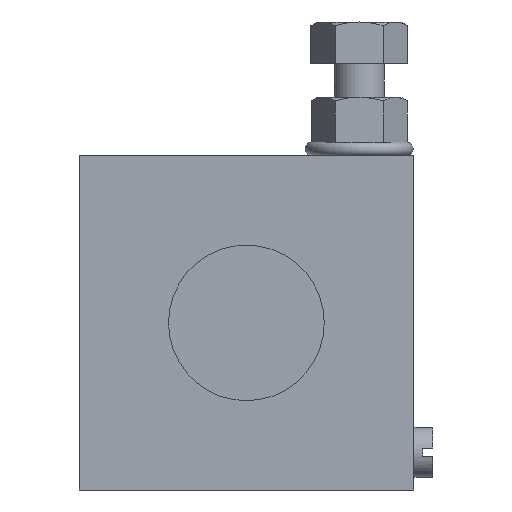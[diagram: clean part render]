
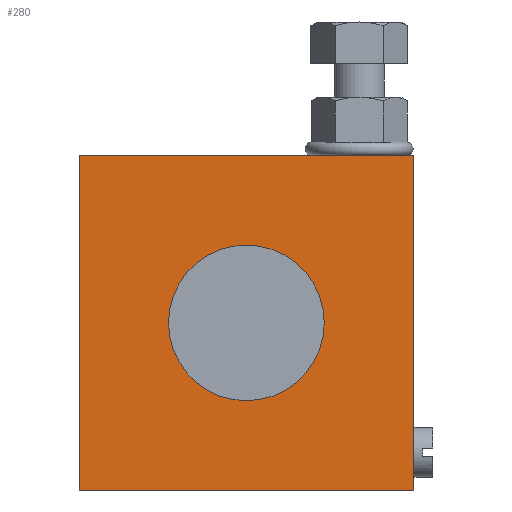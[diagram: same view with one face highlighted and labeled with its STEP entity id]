
A CAD part, left-side view. The second image highlights one B-rep face of the part: STEP entity #280.
In plain terms, the highlighted planar face has unit normal (-1, 0, 0).
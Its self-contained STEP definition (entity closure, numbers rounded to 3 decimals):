
#280 = ADVANCED_FACE( '', ( #585, #586 ), #587, .T. );
#585 = FACE_BOUND( '', #958, .T. );
#586 = FACE_OUTER_BOUND( '', #959, .T. );
#587 = PLANE( '', #960 );
#958 = EDGE_LOOP( '', ( #1461 ) );
#959 = EDGE_LOOP( '', ( #1462, #1463, #1464, #1465 ) );
#960 = AXIS2_PLACEMENT_3D( '', #1466, #1467, #1468 );
#1461 = ORIENTED_EDGE( '', *, *, #2096, .F. );
#1462 = ORIENTED_EDGE( '', *, *, #2119, .F. );
#1463 = ORIENTED_EDGE( '', *, *, #2093, .F. );
#1464 = ORIENTED_EDGE( '', *, *, #2120, .T. );
#1465 = ORIENTED_EDGE( '', *, *, #2121, .T. );
#1466 = CARTESIAN_POINT( '', ( -38., -40., -20. ) );
#1467 = DIRECTION( '', ( -1., 0., 0. ) );
#1468 = DIRECTION( '', ( 0., 0., 1. ) );
#2093 = EDGE_CURVE( '', #2457, #2455, #2459, .T. );
#2096 = EDGE_CURVE( '', #2463, #2463, #2464, .T. );
#2119 = EDGE_CURVE( '', #2455, #2496, #2497, .T. );
#2120 = EDGE_CURVE( '', #2457, #2498, #2499, .T. );
#2121 = EDGE_CURVE( '', #2498, #2496, #2500, .T. );
#2455 = VERTEX_POINT( '', #3051 );
#2457 = VERTEX_POINT( '', #3054 );
#2459 = LINE( '', #3057, #3058 );
#2463 = VERTEX_POINT( '', #3062 );
#2464 = CIRCLE( '', #3063, 9.315 );
#2496 = VERTEX_POINT( '', #3142 );
#2497 = LINE( '', #3143, #3144 );
#2498 = VERTEX_POINT( '', #3145 );
#2499 = LINE( '', #3146, #3147 );
#2500 = LINE( '', #3148, #3149 );
#3051 = CARTESIAN_POINT( '', ( -38., 0., -20. ) );
#3054 = CARTESIAN_POINT( '', ( -38., -40., -20. ) );
#3057 = CARTESIAN_POINT( '', ( -38., -40., -20. ) );
#3058 = VECTOR( '', #3600, 1000. );
#3062 = CARTESIAN_POINT( '', ( -38., -20., 9.315 ) );
#3063 = AXIS2_PLACEMENT_3D( '', #3604, #3605, #3606 );
#3142 = CARTESIAN_POINT( '', ( -38., 0., 20. ) );
#3143 = CARTESIAN_POINT( '', ( -38., 0., -20. ) );
#3144 = VECTOR( '', #3620, 1000. );
#3145 = CARTESIAN_POINT( '', ( -38., -40., 20. ) );
#3146 = CARTESIAN_POINT( '', ( -38., -40., -20. ) );
#3147 = VECTOR( '', #3621, 1000. );
#3148 = CARTESIAN_POINT( '', ( -38., -40., 20. ) );
#3149 = VECTOR( '', #3622, 1000. );
#3600 = DIRECTION( '', ( 0., 1., 0. ) );
#3604 = CARTESIAN_POINT( '', ( -38., -20., 0. ) );
#3605 = DIRECTION( '', ( -1., 0., 0. ) );
#3606 = DIRECTION( '', ( 0., 0., 1. ) );
#3620 = DIRECTION( '', ( 0., 0., 1. ) );
#3621 = DIRECTION( '', ( 0., 0., 1. ) );
#3622 = DIRECTION( '', ( 0., 1., 0. ) );
